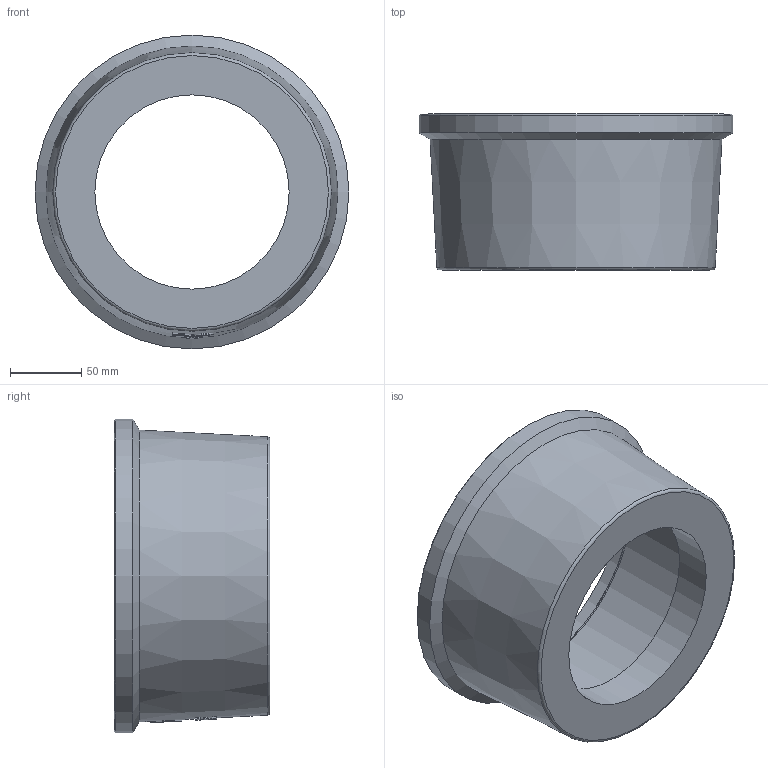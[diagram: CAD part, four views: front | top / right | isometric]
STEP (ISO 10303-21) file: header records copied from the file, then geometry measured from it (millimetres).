
FILE_DESCRIPTION(/* description */ (''),/* implementation_level */ '2;1');
FILE_NAME(/* name */ '6116 - DN150.step',/* time_stamp */ '2022-12-20T09:05:30+01:00',/* author */ (''),/* organization */ (''),/* preprocessor_version */ 'ST-DEVELOPER v19.2',/* originating_system */ 'Autodesk Translation Framework v11.17.0.187',/* authorisation */ '');
FILE_SCHEMA (('AUTOMOTIVE_DESIGN { 1 0 10303 214 3 1 1 }'));
Length unit declared in the file: millimetre
Products named in the file (1): 6116 - DN150
Bounding box: 220.5 x 109.5 x 220.5 mm (x, y, z)
Volume: 861683.3 mm3; surface area: 186800.2 mm2
Topology: 1 solids, 1 shells, 46 faces, 104 edges, 68 vertices
Faces by surface type: bspline 22, cone 8, plane 7, cylinder 6, torus 3
Full cylindrical faces by diameter (mm): 136.5 x1, 154.4 x1, 182 x1, 187 x1, 187.5 x1, 220.5 x1
Entity records: 5046 total; most frequent: CARTESIAN_POINT 4040, ORIENTED_EDGE 208, DIRECTION 167, EDGE_CURVE 104, VERTEX_POINT 68, AXIS2_PLACEMENT_3D 60, EDGE_LOOP 56, LINE 47
